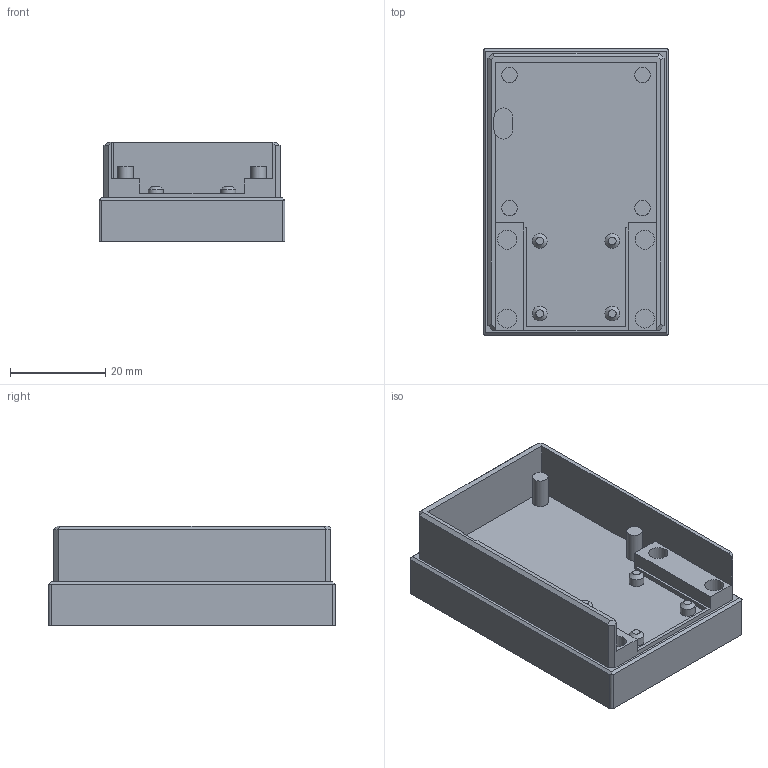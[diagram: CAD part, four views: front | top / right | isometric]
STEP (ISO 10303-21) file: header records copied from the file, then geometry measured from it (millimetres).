
FILE_DESCRIPTION(/* description */ (''),/* implementation_level */ '2;1');
FILE_NAME(/* name */ 'BMS Battery Holder.step',/* time_stamp */ '2023-11-06T04:05:27-08:00',/* author */ (''),/* organization */ (''),/* preprocessor_version */ 'ST-DEVELOPER v20',/* originating_system */ 'Autodesk Translation Framework v12.14.0.127',/* authorisation */ '');
FILE_SCHEMA (('AUTOMOTIVE_DESIGN { 1 0 10303 214 3 1 1 }'));
Length unit declared in the file: millimetre
Products named in the file (1): BMS Battery Holder
Bounding box: 39.02 x 60.18 x 21 mm (x, y, z)
Volume: 15507.9 mm3; surface area: 12090.6 mm2
Topology: 1 solids, 1 shells, 102 faces, 245 edges, 159 vertices
Faces by surface type: plane 76, cylinder 22, cone 4
Full cylindrical faces by diameter (mm): 2.8 x4, 3.1 x4, 3.25 x4, 4 x4
Entity records: 2985 total; most frequent: DIRECTION 510, CARTESIAN_POINT 507, ORIENTED_EDGE 490, EDGE_CURVE 245, LINE 186, VECTOR 186, AXIS2_PLACEMENT_3D 162, VERTEX_POINT 159
